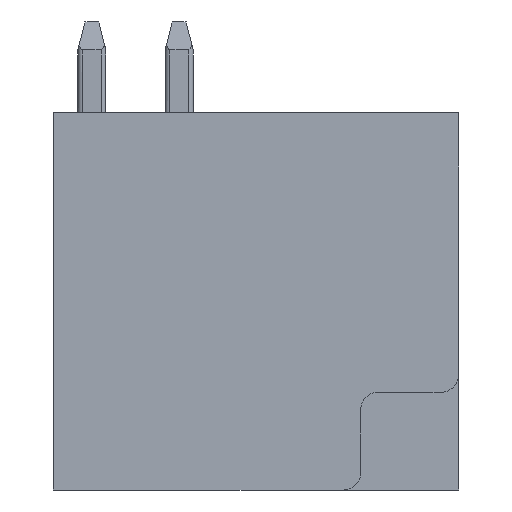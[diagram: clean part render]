
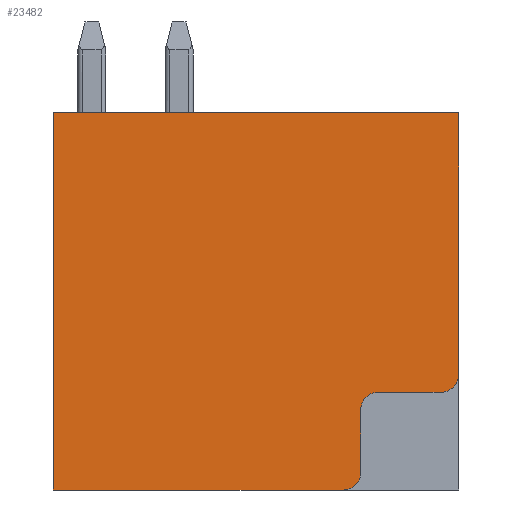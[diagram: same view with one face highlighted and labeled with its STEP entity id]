
A CAD part, front view. The second image highlights one B-rep face of the part: STEP entity #23482.
In plain terms, the highlighted planar face has unit normal (0, -1, 0).
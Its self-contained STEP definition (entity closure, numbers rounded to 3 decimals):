
#2509=CARTESIAN_POINT('',(2.806,-59.5,-6.124));
#2510=DIRECTION('',(0.,-1.,0.));
#2511=DIRECTION('',(0.,0.,-1.));
#2512=AXIS2_PLACEMENT_3D('',#2509,#2510,#2511);
#2514=DIRECTION('',(-1.,0.,0.));
#2515=VECTOR('',#2514,8.3);
#2516=CARTESIAN_POINT('',(2.806,-59.5,-6.624));
#2517=LINE('',#2516,#2515);
#2518=DIRECTION('',(0.,0.,1.));
#2519=VECTOR('',#2518,10.8);
#2520=CARTESIAN_POINT('',(-5.494,-59.5,-6.624));
#2521=LINE('',#2520,#2519);
#2522=DIRECTION('',(1.,0.,0.));
#2523=VECTOR('',#2522,11.6);
#2524=CARTESIAN_POINT('',(-5.494,-59.5,4.176));
#2525=LINE('',#2524,#2523);
#2526=DIRECTION('',(0.,0.,-1.));
#2527=VECTOR('',#2526,7.5);
#2528=CARTESIAN_POINT('',(6.106,-59.5,4.176));
#2529=LINE('',#2528,#2527);
#2530=CARTESIAN_POINT('',(5.606,-59.5,-3.324));
#2531=DIRECTION('',(0.,-1.,0.));
#2532=DIRECTION('',(0.,0.,-1.));
#2533=AXIS2_PLACEMENT_3D('',#2530,#2531,#2532);
#2535=DIRECTION('',(-1.,0.,0.));
#2536=VECTOR('',#2535,1.8);
#2537=CARTESIAN_POINT('',(5.606,-59.5,-3.824));
#2538=LINE('',#2537,#2536);
#2539=DIRECTION('',(0.,0.,1.));
#2540=VECTOR('',#2539,1.8);
#2541=CARTESIAN_POINT('',(3.306,-59.5,-6.124));
#2542=LINE('',#2541,#2540);
#2560=CARTESIAN_POINT('',(3.806,-59.5,-4.324));
#2561=DIRECTION('',(0.,1.,0.));
#2562=DIRECTION('',(-1.,0.,0.));
#2563=AXIS2_PLACEMENT_3D('',#2560,#2561,#2562);
#17555=CARTESIAN_POINT('',(-5.494,-59.5,-6.624));
#17556=CARTESIAN_POINT('',(-5.494,-59.5,4.176));
#17557=VERTEX_POINT('',#17555);
#17558=VERTEX_POINT('',#17556);
#17559=CARTESIAN_POINT('',(6.106,-59.5,4.176));
#17560=VERTEX_POINT('',#17559);
#17593=CARTESIAN_POINT('',(3.306,-59.5,-4.324));
#17594=VERTEX_POINT('',#17593);
#17595=CARTESIAN_POINT('',(3.806,-59.5,-3.824));
#17596=VERTEX_POINT('',#17595);
#17597=CARTESIAN_POINT('',(2.806,-59.5,-6.624));
#17598=CARTESIAN_POINT('',(3.306,-59.5,-6.124));
#17599=VERTEX_POINT('',#17597);
#17600=VERTEX_POINT('',#17598);
#17605=CARTESIAN_POINT('',(5.606,-59.5,-3.824));
#17607=VERTEX_POINT('',#17605);
#17609=CARTESIAN_POINT('',(6.106,-59.5,-3.324));
#17610=VERTEX_POINT('',#17609);
#23461=CARTESIAN_POINT('',(0.,-59.5,0.));
#23462=DIRECTION('',(0.,1.,0.));
#23463=DIRECTION('',(1.,0.,0.));
#23464=AXIS2_PLACEMENT_3D('',#23461,#23462,#23463);
#23465=PLANE('',#23464);
#23467=ORIENTED_EDGE('',*,*,#23466,.F.);
#23468=ORIENTED_EDGE('',*,*,#22883,.T.);
#23469=ORIENTED_EDGE('',*,*,#22902,.T.);
#23470=ORIENTED_EDGE('',*,*,#22915,.T.);
#23471=ORIENTED_EDGE('',*,*,#21888,.T.);
#23473=ORIENTED_EDGE('',*,*,#23472,.F.);
#23475=ORIENTED_EDGE('',*,*,#23474,.T.);
#23477=ORIENTED_EDGE('',*,*,#23476,.F.);
#23479=ORIENTED_EDGE('',*,*,#23478,.F.);
#23480=EDGE_LOOP('',(#23467,#23468,#23469,#23470,#23471,#23473,#23475,#23477,
#23479));
#23481=FACE_OUTER_BOUND('',#23480,.F.);
#23482=ADVANCED_FACE('',(#23481),#23465,.F.);
#2513=CIRCLE('',#2512,0.5);
#2534=CIRCLE('',#2533,0.5);
#2564=CIRCLE('',#2563,0.5);
#21888=EDGE_CURVE('',#17560,#17610,#2529,.T.);
#22883=EDGE_CURVE('',#17599,#17557,#2517,.T.);
#22902=EDGE_CURVE('',#17557,#17558,#2521,.T.);
#22915=EDGE_CURVE('',#17558,#17560,#2525,.T.);
#23466=EDGE_CURVE('',#17599,#17600,#2513,.T.);
#23472=EDGE_CURVE('',#17607,#17610,#2534,.T.);
#23474=EDGE_CURVE('',#17607,#17596,#2538,.T.);
#23476=EDGE_CURVE('',#17594,#17596,#2564,.T.);
#23478=EDGE_CURVE('',#17600,#17594,#2542,.T.);
